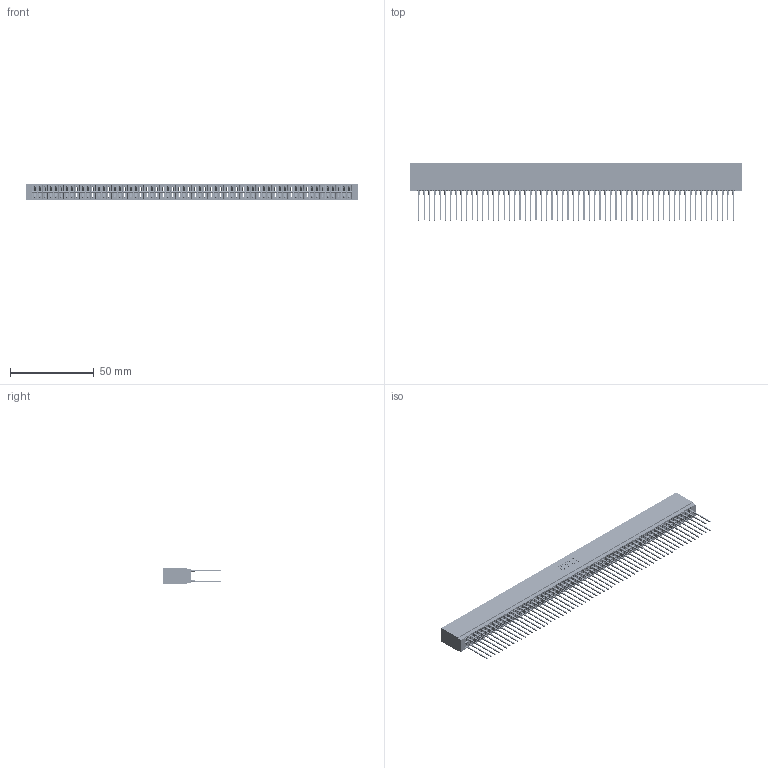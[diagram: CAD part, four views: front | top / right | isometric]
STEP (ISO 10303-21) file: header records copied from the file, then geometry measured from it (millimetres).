
FILE_DESCRIPTION (( 'STEP AP203' ), '1' );
FILE_NAME ('746-120-553-601.STEP', '2026-03-06T17:50:51', ( '' ), ( '' ), 'SwSTEP 2.0', 'SolidWorks 2023', '' );
FILE_SCHEMA (( 'CONFIG_CONTROL_DESIGN' ));
Length unit declared in the file: millimetre
Products named in the file (3): 746 Part_.340 Slot Depth - 01; 746-292-001_553; 746-120-553-601
Assembly tree (121 placements, depth 2):
  746-120-553-601
    746 Part_.340 Slot Depth - 01
    746-292-001_553  x120
Bounding box: 197.74 x 34.2 x 9.91 mm (x, y, z)
Volume: 23178.1 mm3; surface area: 36808.7 mm2
Topology: 121 solids, 121 shells, 10837 faces, 29783 edges, 18955 vertices
Faces by surface type: plane 5575, bspline 2400, cylinder 2142, torus 720
Entity records: 90045 total; most frequent: CARTESIAN_POINT 17745, ORIENTED_EDGE 15536, DIRECTION 12940, EDGE_CURVE 7768, LINE 6984, VECTOR 6984, VERTEX_POINT 5151, AXIS2_PLACEMENT_3D 2978
